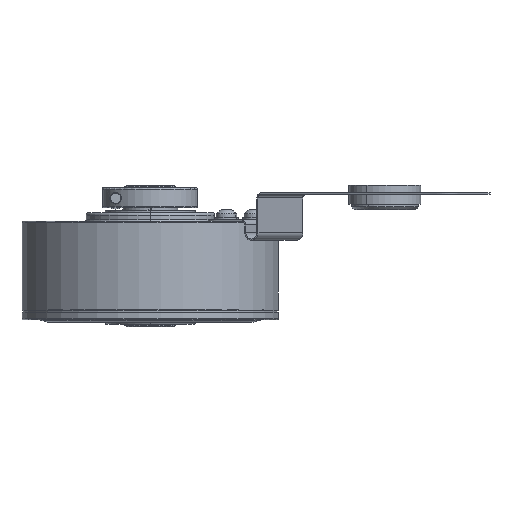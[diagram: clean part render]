
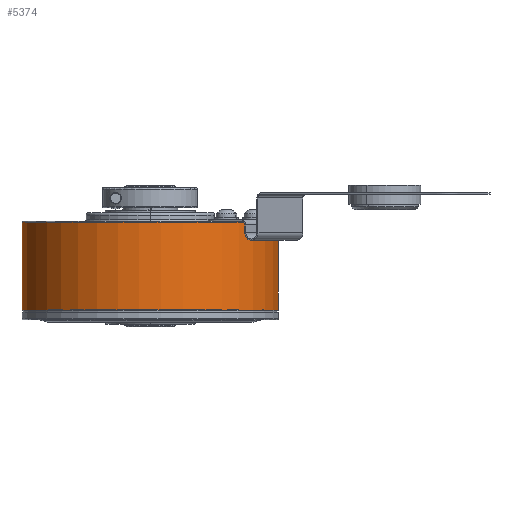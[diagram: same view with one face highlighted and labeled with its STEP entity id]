
A CAD part, front view. The second image highlights one B-rep face of the part: STEP entity #5374.
In plain terms, the highlighted cylindrical face has radius 50 mm (diameter 100 mm), a partial arc.
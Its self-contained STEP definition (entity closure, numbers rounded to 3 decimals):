
#1490=CARTESIAN_POINT('',(0.,0.,6.35));
#1491=DIRECTION('',(0.,0.,1.));
#1492=DIRECTION('',(-0.627,0.779,0.));
#1493=AXIS2_PLACEMENT_3D('',#1490,#1491,#1492);
#1495=DIRECTION('',(0.,0.,-1.));
#1496=VECTOR('',#1495,34.2);
#1497=CARTESIAN_POINT('',(31.345,38.955,6.35));
#1498=LINE('',#1497,#1496);
#1499=DIRECTION('',(0.,0.,-1.));
#1500=VECTOR('',#1499,34.2);
#1501=CARTESIAN_POINT('',(-31.345,38.955,6.35));
#1502=LINE('',#1501,#1500);
#1890=CARTESIAN_POINT('',(0.,0.,-27.85));
#1891=DIRECTION('',(0.,0.,1.));
#1892=DIRECTION('',(-0.627,0.779,0.));
#1893=AXIS2_PLACEMENT_3D('',#1890,#1891,#1892);
#2944=CARTESIAN_POINT('',(-31.345,38.955,-27.85));
#2945=CARTESIAN_POINT('',(31.345,38.955,-27.85));
#2946=VERTEX_POINT('',#2944);
#2947=VERTEX_POINT('',#2945);
#3078=CARTESIAN_POINT('',(31.345,38.955,6.35));
#3080=VERTEX_POINT('',#3078);
#3104=CARTESIAN_POINT('',(-31.345,38.955,6.35));
#3105=VERTEX_POINT('',#3104);
#5360=CARTESIAN_POINT('',(0.,0.,13.95));
#5361=DIRECTION('',(0.,0.,1.));
#5362=DIRECTION('',(1.,0.,0.));
#5363=AXIS2_PLACEMENT_3D('',#5360,#5361,#5362);
#5364=CYLINDRICAL_SURFACE('',#5363,50.);
#5365=ORIENTED_EDGE('',*,*,#5354,.T.);
#5367=ORIENTED_EDGE('',*,*,#5366,.T.);
#5369=ORIENTED_EDGE('',*,*,#5368,.F.);
#5371=ORIENTED_EDGE('',*,*,#5370,.F.);
#5372=EDGE_LOOP('',(#5365,#5367,#5369,#5371));
#5373=FACE_OUTER_BOUND('',#5372,.F.);
#1494=CIRCLE('',#1493,50.);
#1894=CIRCLE('',#1893,50.);
#5354=EDGE_CURVE('',#3105,#3080,#1494,.T.);
#5366=EDGE_CURVE('',#3080,#2947,#1498,.T.);
#5368=EDGE_CURVE('',#2946,#2947,#1894,.T.);
#5370=EDGE_CURVE('',#3105,#2946,#1502,.T.);
#5374=ADVANCED_FACE('',(#5373),#5364,.T.);
